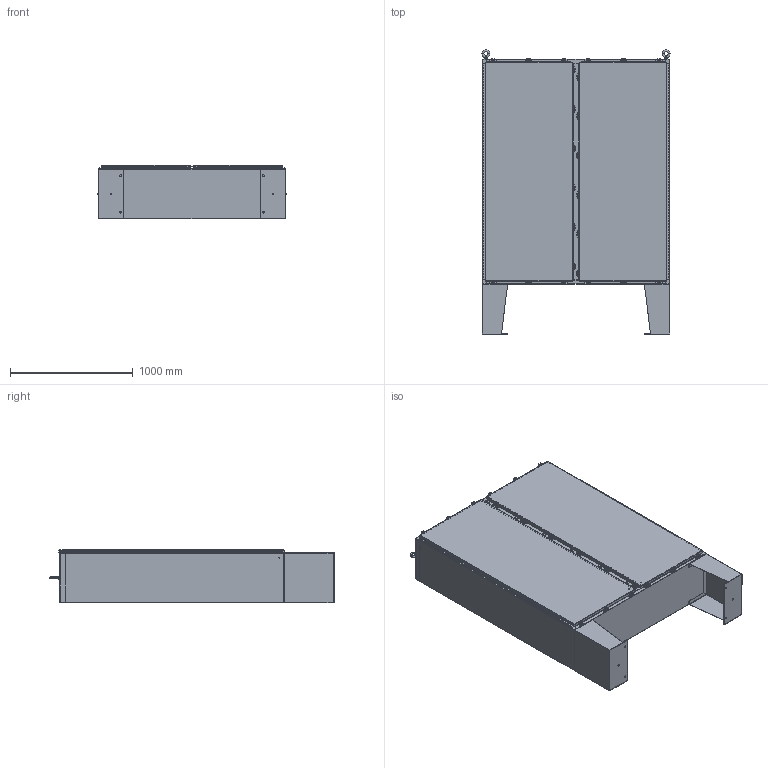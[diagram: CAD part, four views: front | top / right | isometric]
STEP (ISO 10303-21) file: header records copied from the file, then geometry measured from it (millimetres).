
FILE_DESCRIPTION (( 'STEP AP203' ), '1' );
FILE_NAME ('N72H6016SSWPLS.STEP', '2014-04-04T18:09:58', ( 'changeme' ), ( 'Microsoft' ), 'SwSTEP 2.0', 'SolidWorks 2013', '' );
FILE_SCHEMA (( 'CONFIG_CONTROL_DESIGN' ));
Length unit declared in the file: inch
Products named in the file (25): Quarter-20 CD Stud; Clamp Top; N72H6016SSWPLS Eye-Bolt_Stiffener; N72H6016SSWPLS; Clamp Assembly; N72H6016SSWPLS Enclosure Stiffener 14 GA; N72H6016SSWPLS Body; Standard Clamps; N72H6016SSWPLS Hinge Enclosure Side DoubleDoor; N72H6016SSWPLS Bottom; N72H6016SSWPLS FSD_DD - LSK - Stand; N72H6016SSWPLS Hinge Cover Side DoubleDoor; N72H6016SSWPLS Top; N72H6016SSWPLS FSD_DD-LSK - Base; N72H6016SSWPLS Hinge_DoubleDoor; N72H6016SSWPLS Left Cover; N72H6016SSWPLS DD_Leg Kit; Clamp Bracket; N72H6016SSWPLS Right Cover; N72H6016SSWPLS Backpanel; 22101002; N72H6016SSWPLS Center Post; Mounting Studs; 22104005_DEFAULT; HW-EYE-NH-20425_3014T52
Assembly tree (66 placements, depth 4):
  N72H6016SSWPLS
    N72H6016SSWPLS Body
    N72H6016SSWPLS Bottom
    N72H6016SSWPLS Top
    N72H6016SSWPLS Left Cover
    N72H6016SSWPLS Right Cover
    N72H6016SSWPLS Center Post
    HW-EYE-NH-20425_3014T52  x2
    N72H6016SSWPLS Eye-Bolt_Stiffener  x2
    N72H6016SSWPLS Enclosure Stiffener 14 GA  x3
    N72H6016SSWPLS Hinge_DoubleDoor  x2
      N72H6016SSWPLS Hinge Enclosure Side DoubleDoor
      N72H6016SSWPLS Hinge Cover Side DoubleDoor
    Standard Clamps  x26
      Clamp Bracket
      Clamp Assembly
        22101002  x2
        22104005_DEFAULT
        Clamp Top
    N72H6016SSWPLS DD_Leg Kit  x2
      N72H6016SSWPLS FSD_DD - LSK - Stand
      N72H6016SSWPLS FSD_DD-LSK - Base
    N72H6016SSWPLS Backpanel
    Mounting Studs  x8
    Quarter-20 CD Stud  x4
Bounding box: 1529.73 x 2311.4 x 436.9 mm (x, y, z)
Volume: 27803848.9 mm3; surface area: 26623584.4 mm2
Topology: 164 solids, 164 shells, 7392 faces, 18826 edges, 11840 vertices
Faces by surface type: plane 3834, cylinder 3198, cone 188, torus 144, bspline 28
Entity records: 77227 total; most frequent: CARTESIAN_POINT 14038, DIRECTION 13010, ORIENTED_EDGE 12178, EDGE_CURVE 6089, AXIS2_PLACEMENT_3D 4536, LINE 3938, VECTOR 3938, VERTEX_POINT 3724
